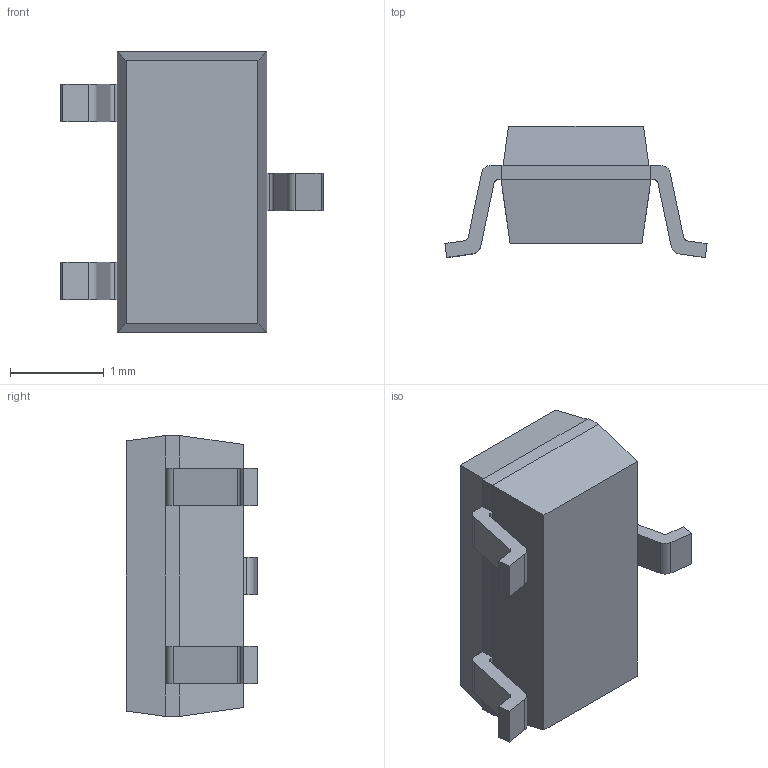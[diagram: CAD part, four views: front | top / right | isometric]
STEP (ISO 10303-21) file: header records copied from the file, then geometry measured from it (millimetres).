
FILE_DESCRIPTION (( 'STEP AP214' ), '1' );
FILE_NAME ('06B07FF8-693E-4A35-8E4A-CD8A6FF9C43E.STEP', '2008-06-06T15:35:32', ( 'sysAdmin' ), ( 'SolidWorks' ), 'SwSTEP 2.0', 'SolidWorks 2008', '' );
FILE_SCHEMA (( 'AUTOMOTIVE_DESIGN' ));
Length unit declared in the file: inch
Products named in the file (1): 06B07FF8-693E-4A35-8E4A-CD8A6FF9C43E
Bounding box: 2.8 x 1.4 x 3 mm (x, y, z)
Volume: 5.8 mm3; surface area: 23.4 mm2
Topology: 1 solids, 1 shells, 55 faces, 145 edges, 92 vertices
Faces by surface type: plane 43, cylinder 12
Entity records: 2192 total; most frequent: CARTESIAN_POINT 293, ORIENTED_EDGE 290, DIRECTION 281, EDGE_CURVE 145, VECTOR 121, LINE 121, VERTEX_POINT 92, AXIS2_PLACEMENT_3D 80
